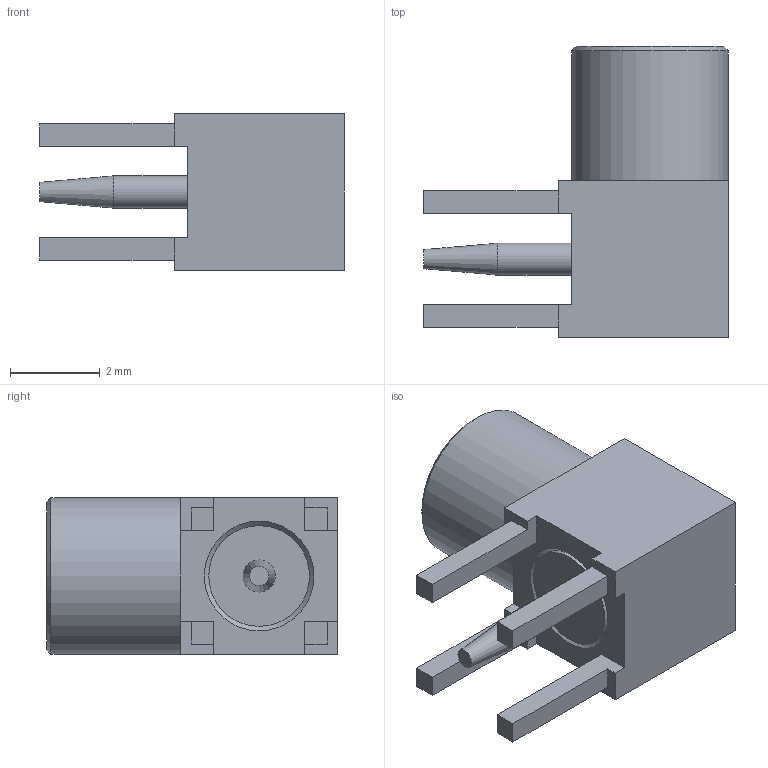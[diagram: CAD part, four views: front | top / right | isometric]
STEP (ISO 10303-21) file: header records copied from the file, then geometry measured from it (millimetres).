
FILE_DESCRIPTION(/* description */ ('STEP AP214'),/* implementation_level */ '2;1');
FILE_NAME(/* name */ 'MMCX-J-P-H-RA-TH1',/* time_stamp */ '2022-07-07T04:18:54+02:00',/* author */ ('License CC BY-ND 4.0'),/* organization */ ('CADENAS'),/* preprocessor_version */ 'ST-DEVELOPER v18.102',/* originating_system */ 'PARTsolutions',/* authorisation */ ' ');
FILE_SCHEMA (('AUTOMOTIVE_DESIGN {1 0 10303 214 3 1 1}'));
Length unit declared in the file: millimetre
Products named in the file (1): MMCX-J-P-H-RA-TH1
Bounding box: 6.8 x 6.5 x 3.5 mm (x, y, z)
Volume: 61.8 mm3; surface area: 165.4 mm2
Topology: 1 solids, 1 shells, 61 faces, 149 edges, 95 vertices
Faces by surface type: plane 43, cone 12, cylinder 6
Full cylindrical faces by diameter (mm): 0.72 x1, 2.25 x1, 2.41 x1, 2.89 x1, 3.02 x1, 3.5 x1
Entity records: 1750 total; most frequent: CARTESIAN_POINT 330, DIRECTION 278, ORIENTED_EDGE 274, EDGE_CURVE 137, LINE 96, VECTOR 96, VERTEX_POINT 95, AXIS2_PLACEMENT_3D 91
